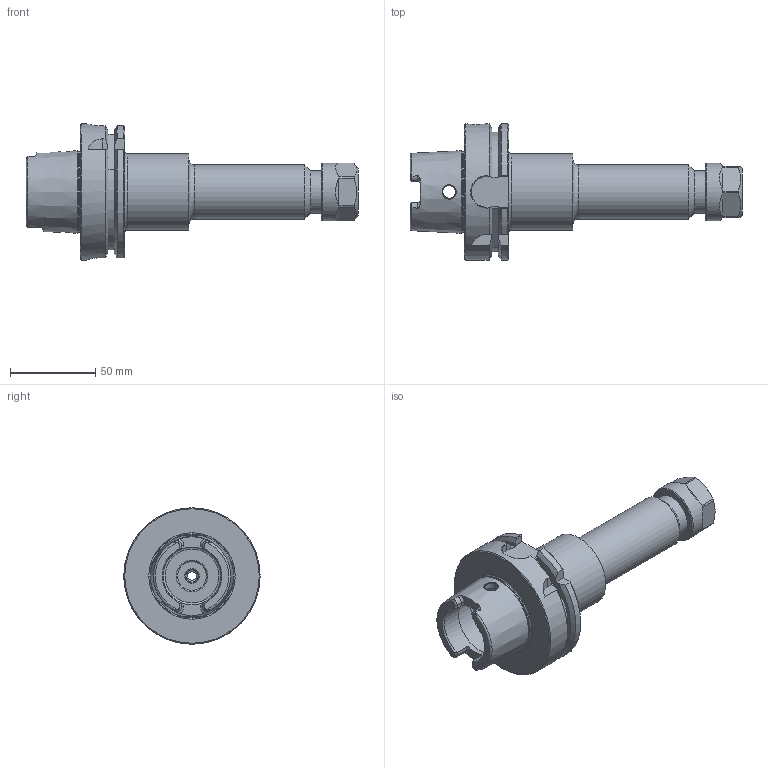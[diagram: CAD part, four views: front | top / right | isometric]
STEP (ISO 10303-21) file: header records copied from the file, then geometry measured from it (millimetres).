
FILE_DESCRIPTION((''),'2;1');
FILE_NAME('H63-20ER642.stp','2014-08-21T12:44:50',('kaykin'),(''),'Autodesk Inventor 2012','Autodesk Inventor 2012','');
FILE_SCHEMA(('AUTOMOTIVE_DESIGN { 1 0 10303 214 1 1 1 1 }'));
Length unit declared in the file: inch
Products named in the file (5): H63-20ER642; H63-20ER6-1; BS-09; 20ERHPN
Assembly tree (4 placements, depth 3):
  H63-20ER642
    H63-20ER6-1
      H63-20ER6-1
      BS-09
    20ERHPN
Bounding box: 195.07 x 80 x 80 mm (x, y, z)
Volume: 244775.9 mm3; surface area: 51974.4 mm2
Topology: 3 solids, 3 shells, 201 faces, 493 edges, 305 vertices
Faces by surface type: plane 86, cylinder 46, cone 40, torus 17, bspline 12
Full cylindrical faces by diameter (mm): 7.137 x1, 7.5 x2, 8.382 x1, 8.4 x1, 10 x1, 10.719 x2, 12.751 x1, 14.097 x1, 14.478 x1, 14.91 x1, 16.916 x1, 19.016 x1, 20.066 x1, 23.52 x1, 25 x1, 25.527 x1, 31.75 x1, 34 x2, 34.036 x1, 40 x1, 44.958 x1, 48.041 x1, 80 x1
Entity records: 6785 total; most frequent: CARTESIAN_POINT 2249, DIRECTION 852, ORIENTED_EDGE 836, EDGE_CURVE 418, AXIS2_PLACEMENT_3D 348, VERTEX_POINT 293, EDGE_LOOP 281, FACE_OUTER_BOUND 201
